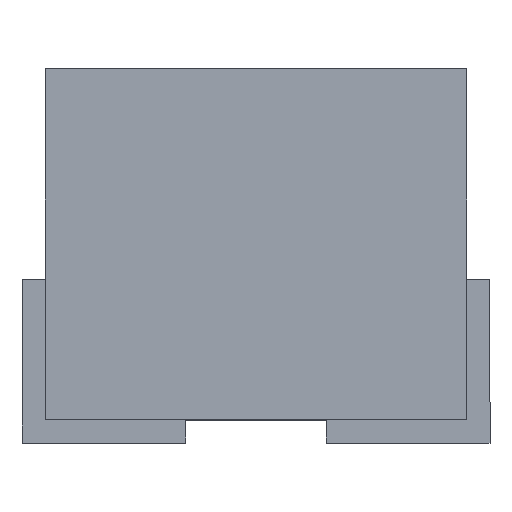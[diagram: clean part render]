
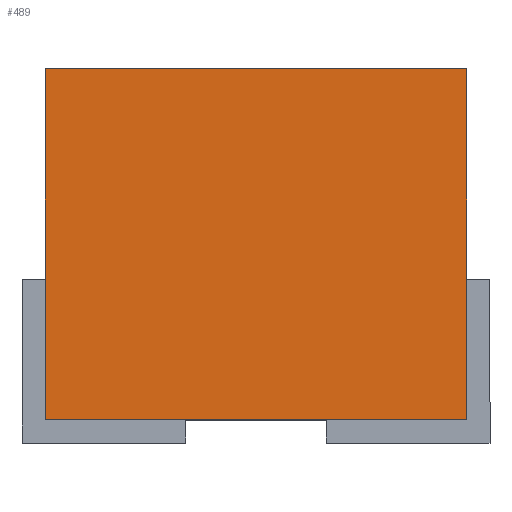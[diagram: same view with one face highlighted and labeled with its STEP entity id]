
A CAD part, top view. The second image highlights one B-rep face of the part: STEP entity #489.
In plain terms, the highlighted planar face has unit normal (0, 0, 1).
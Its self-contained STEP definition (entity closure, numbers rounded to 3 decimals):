
#22 = CARTESIAN_POINT ( 'NONE',  ( -0.18, 0.32, 0.1 ) ) ;
#25 = VECTOR ( 'NONE', #948, 1000. ) ;
#41 = EDGE_CURVE ( 'NONE', #143, #957, #730, .T. ) ;
#64 = ORIENTED_EDGE ( 'NONE', *, *, #162, .F. ) ;
#71 = CARTESIAN_POINT ( 'NONE',  ( 0.18, 0.02, 0.1 ) ) ;
#96 = CARTESIAN_POINT ( 'NONE',  ( -0.18, 0.32, 0.1 ) ) ;
#100 = CARTESIAN_POINT ( 'NONE',  ( -0.18, 0.32, 0.1 ) ) ;
#143 = VERTEX_POINT ( 'NONE', #100 ) ;
#155 = FACE_OUTER_BOUND ( 'NONE', #318, .T. ) ;
#162 = EDGE_CURVE ( 'NONE', #957, #539, #238, .T. ) ;
#172 = DIRECTION ( 'NONE',  ( 1., 0., 0. ) ) ;
#238 = LINE ( 'NONE', #862, #25 ) ;
#271 = VECTOR ( 'NONE', #778, 1000. ) ;
#283 = ORIENTED_EDGE ( 'NONE', *, *, #41, .F. ) ;
#318 = EDGE_LOOP ( 'NONE', ( #675, #64, #283, #749 ) ) ;
#333 = CARTESIAN_POINT ( 'NONE',  ( -0.18, 0.02, 0.1 ) ) ;
#373 = CARTESIAN_POINT ( 'NONE',  ( 0.18, 0.32, 0.1 ) ) ;
#429 = EDGE_CURVE ( 'NONE', #143, #740, #969, .T. ) ;
#489 = ADVANCED_FACE ( 'NONE', ( #155 ), #829, .F. ) ;
#517 = VECTOR ( 'NONE', #818, 1000. ) ;
#539 = VERTEX_POINT ( 'NONE', #71 ) ;
#562 = EDGE_CURVE ( 'NONE', #740, #539, #842, .T. ) ;
#583 = DIRECTION ( 'NONE',  ( -1., 0., 0. ) ) ;
#590 = CARTESIAN_POINT ( 'NONE',  ( -0.18, 0.02, 0.1 ) ) ;
#675 = ORIENTED_EDGE ( 'NONE', *, *, #562, .T. ) ;
#730 = LINE ( 'NONE', #22, #754 ) ;
#740 = VERTEX_POINT ( 'NONE', #333 ) ;
#749 = ORIENTED_EDGE ( 'NONE', *, *, #429, .T. ) ;
#754 = VECTOR ( 'NONE', #172, 1000. ) ;
#778 = DIRECTION ( 'NONE',  ( 0., -1., 0. ) ) ;
#818 = DIRECTION ( 'NONE',  ( 1., 0., 0. ) ) ;
#823 = CARTESIAN_POINT ( 'NONE',  ( -0.18, 0.32, 0.1 ) ) ;
#829 = PLANE ( 'NONE',  #898 ) ;
#842 = LINE ( 'NONE', #590, #517 ) ;
#862 = CARTESIAN_POINT ( 'NONE',  ( 0.18, 0.32, 0.1 ) ) ;
#898 = AXIS2_PLACEMENT_3D ( 'NONE', #823, #982, #583 ) ;
#948 = DIRECTION ( 'NONE',  ( 0., -1., 0. ) ) ;
#957 = VERTEX_POINT ( 'NONE', #373 ) ;
#969 = LINE ( 'NONE', #96, #271 ) ;
#982 = DIRECTION ( 'NONE',  ( 0., 0., -1. ) ) ;
